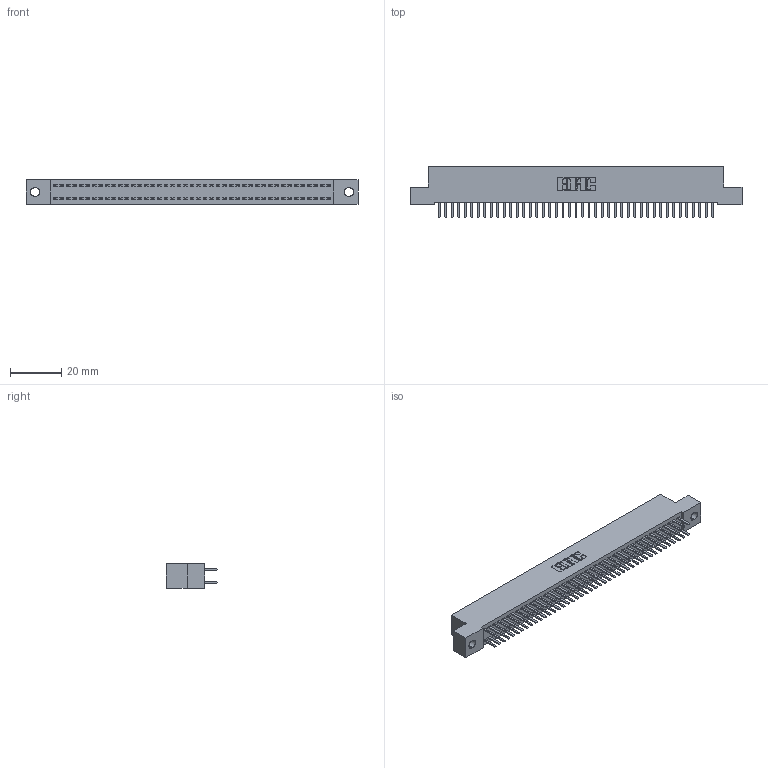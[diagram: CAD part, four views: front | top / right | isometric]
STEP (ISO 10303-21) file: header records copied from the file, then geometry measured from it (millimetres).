
FILE_DESCRIPTION (( 'STEP AP203' ), '1' );
FILE_NAME ('392-086-520-202.STEP', '2018-08-18T04:59:53', ( '' ), ( '' ), 'SwSTEP 2.0', 'SolidWorks 2016', '' );
FILE_SCHEMA (( 'CONFIG_CONTROL_DESIGN' ));
Length unit declared in the file: inch
Products named in the file (3): 392-086-520-202; 342 Part_.128 Slot; 345-292-001_345-293-120
Assembly tree (87 placements, depth 2):
  392-086-520-202
    342 Part_.128 Slot
    345-292-001_345-293-120  x86
Bounding box: 129.54 x 20.02 x 9.4 mm (x, y, z)
Volume: 11553.9 mm3; surface area: 18501.8 mm2
Topology: 87 solids, 87 shells, 4930 faces, 14329 edges, 9322 vertices
Faces by surface type: plane 3338, cylinder 1592
Entity records: 27651 total; most frequent: CARTESIAN_POINT 4594, ORIENTED_EDGE 4518, DIRECTION 3911, EDGE_CURVE 2259, VECTOR 2127, LINE 2127, VERTEX_POINT 1502, AXIS2_PLACEMENT_3D 892
